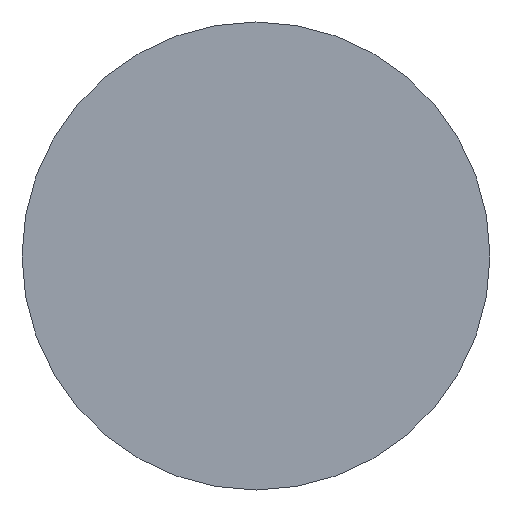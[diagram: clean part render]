
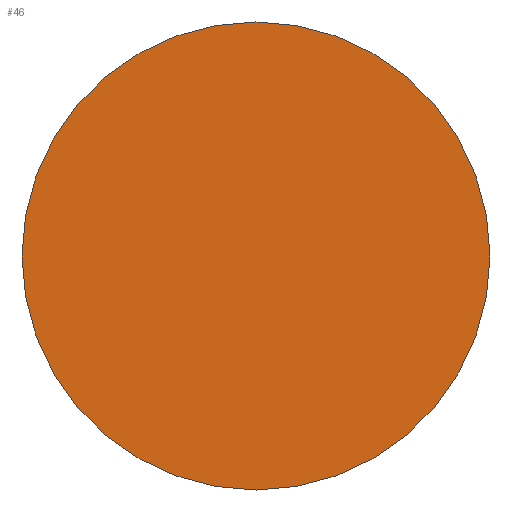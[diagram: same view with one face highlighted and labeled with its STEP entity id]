
A CAD part, left-side view. The second image highlights one B-rep face of the part: STEP entity #46.
In plain terms, the highlighted planar face has unit normal (-1, 0, 0).
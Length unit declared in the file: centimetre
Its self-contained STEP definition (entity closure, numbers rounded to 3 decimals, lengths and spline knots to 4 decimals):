
#46 = ADVANCED_FACE ( 'NONE', ( #270 ), #203, .F. ) ;
#63 = CARTESIAN_POINT ( 'NONE',  ( -9., 0., 0. ) ) ;
#66 = VERTEX_POINT ( 'NONE', #130 ) ;
#82 = CARTESIAN_POINT ( 'NONE',  ( -9., 0., 0. ) ) ;
#130 = CARTESIAN_POINT ( 'NONE',  ( -9., 0., -2. ) ) ;
#167 = CIRCLE ( 'NONE', #445, 2. ) ;
#173 = DIRECTION ( 'NONE',  ( 1., 0., 0. ) ) ;
#192 = ORIENTED_EDGE ( 'NONE', *, *, #398, .F. ) ;
#203 = PLANE ( 'NONE',  #384 ) ;
#208 = CIRCLE ( 'NONE', #434, 2. ) ;
#224 = ORIENTED_EDGE ( 'NONE', *, *, #229, .F. ) ;
#229 = EDGE_CURVE ( 'NONE', #66, #262, #208, .T. ) ;
#262 = VERTEX_POINT ( 'NONE', #414 ) ;
#270 = FACE_OUTER_BOUND ( 'NONE', #424, .T. ) ;
#272 = DIRECTION ( 'NONE',  ( 1., 0., 0. ) ) ;
#334 = CARTESIAN_POINT ( 'NONE',  ( -9., 0., 0. ) ) ;
#363 = DIRECTION ( 'NONE',  ( 1., 0., 0. ) ) ;
#384 = AXIS2_PLACEMENT_3D ( 'NONE', #334, #363, #438 ) ;
#398 = EDGE_CURVE ( 'NONE', #262, #66, #167, .T. ) ;
#404 = DIRECTION ( 'NONE',  ( 0., 0., -1. ) ) ;
#409 = DIRECTION ( 'NONE',  ( 0., 0., -1. ) ) ;
#414 = CARTESIAN_POINT ( 'NONE',  ( -9., 0., 2. ) ) ;
#424 = EDGE_LOOP ( 'NONE', ( #192, #224 ) ) ;
#434 = AXIS2_PLACEMENT_3D ( 'NONE', #82, #272, #404 ) ;
#438 = DIRECTION ( 'NONE',  ( 0., 0., -1. ) ) ;
#445 = AXIS2_PLACEMENT_3D ( 'NONE', #63, #173, #409 ) ;
